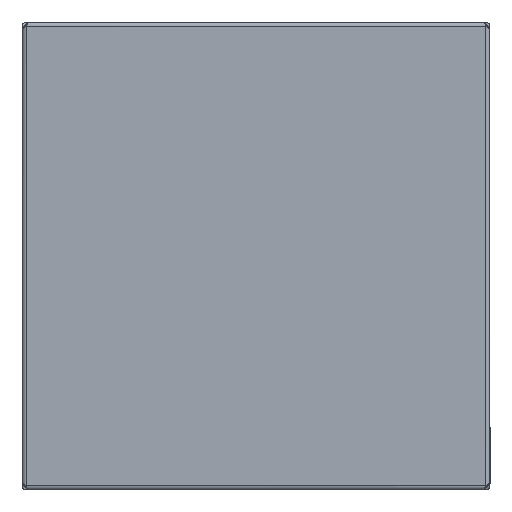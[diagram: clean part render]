
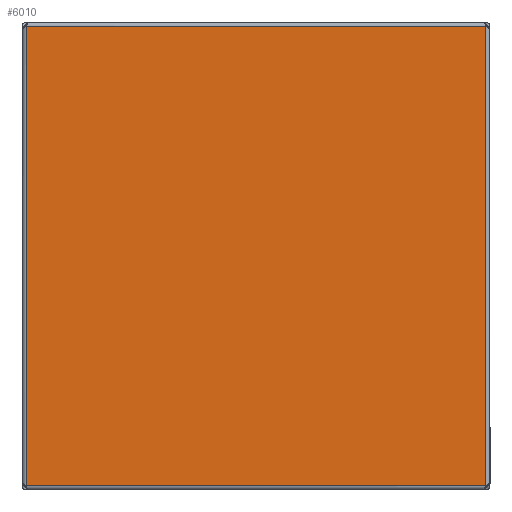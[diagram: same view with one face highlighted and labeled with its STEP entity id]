
A CAD part, front view. The second image highlights one B-rep face of the part: STEP entity #6010.
In plain terms, the highlighted planar face has unit normal (0, -1, 0).
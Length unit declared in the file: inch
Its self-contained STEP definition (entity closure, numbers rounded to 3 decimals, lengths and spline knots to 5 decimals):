
#132 = LINE ( 'NONE', #4318, #3246 ) ;
#269 = ORIENTED_EDGE ( 'NONE', *, *, #1668, .T. ) ;
#568 = CARTESIAN_POINT ( 'NONE',  ( 8.83352, 0., -18.66504 ) ) ;
#1042 = PLANE ( 'NONE',  #4441 ) ;
#1083 = CARTESIAN_POINT ( 'NONE',  ( -8.83352, 0., -0.99806 ) ) ;
#1635 = VERTEX_POINT ( 'NONE', #1083 ) ;
#1644 = LINE ( 'NONE', #1815, #7476 ) ;
#1668 = EDGE_CURVE ( 'NONE', #1831, #5379, #4562, .T. ) ;
#1775 = FACE_OUTER_BOUND ( 'NONE', #8621, .T. ) ;
#1815 = CARTESIAN_POINT ( 'NONE',  ( -17.9548, 0., -0.99806 ) ) ;
#1831 = VERTEX_POINT ( 'NONE', #568 ) ;
#1875 = ORIENTED_EDGE ( 'NONE', *, *, #8943, .T. ) ;
#2953 = VECTOR ( 'NONE', #6080, 39.37008 ) ;
#2974 = DIRECTION ( 'NONE',  ( 1., 0., 0. ) ) ;
#3238 = EDGE_CURVE ( 'NONE', #1635, #7774, #132, .T. ) ;
#3246 = VECTOR ( 'NONE', #3633, 39.37008 ) ;
#3633 = DIRECTION ( 'NONE',  ( 0., 0., -1. ) ) ;
#3658 = LINE ( 'NONE', #4430, #7424 ) ;
#4020 = CARTESIAN_POINT ( 'NONE',  ( 8.83352, 0., 0. ) ) ;
#4067 = CARTESIAN_POINT ( 'NONE',  ( -8.83352, 0., -18.66504 ) ) ;
#4318 = CARTESIAN_POINT ( 'NONE',  ( -8.83352, 0., 0. ) ) ;
#4430 = CARTESIAN_POINT ( 'NONE',  ( -17.9548, 0., -18.66504 ) ) ;
#4441 = AXIS2_PLACEMENT_3D ( 'NONE', #8120, #8074, #6722 ) ;
#4562 = LINE ( 'NONE', #4020, #2953 ) ;
#5379 = VERTEX_POINT ( 'NONE', #6028 ) ;
#5380 = EDGE_CURVE ( 'NONE', #5379, #1635, #1644, .T. ) ;
#5692 = ORIENTED_EDGE ( 'NONE', *, *, #5380, .T. ) ;
#5840 = ORIENTED_EDGE ( 'NONE', *, *, #3238, .T. ) ;
#6010 = ADVANCED_FACE ( 'NONE', ( #1775 ), #1042, .T. ) ;
#6028 = CARTESIAN_POINT ( 'NONE',  ( 8.83352, 0., -0.99806 ) ) ;
#6080 = DIRECTION ( 'NONE',  ( 0., 0., 1. ) ) ;
#6715 = DIRECTION ( 'NONE',  ( -1., 0., 0. ) ) ;
#6722 = DIRECTION ( 'NONE',  ( 0., 0., -1. ) ) ;
#7424 = VECTOR ( 'NONE', #2974, 39.37008 ) ;
#7476 = VECTOR ( 'NONE', #6715, 39.37008 ) ;
#7774 = VERTEX_POINT ( 'NONE', #4067 ) ;
#8074 = DIRECTION ( 'NONE',  ( 0., -1., 0. ) ) ;
#8120 = CARTESIAN_POINT ( 'NONE',  ( -17.9548, 0., 0. ) ) ;
#8621 = EDGE_LOOP ( 'NONE', ( #5840, #1875, #269, #5692 ) ) ;
#8943 = EDGE_CURVE ( 'NONE', #7774, #1831, #3658, .T. ) ;
